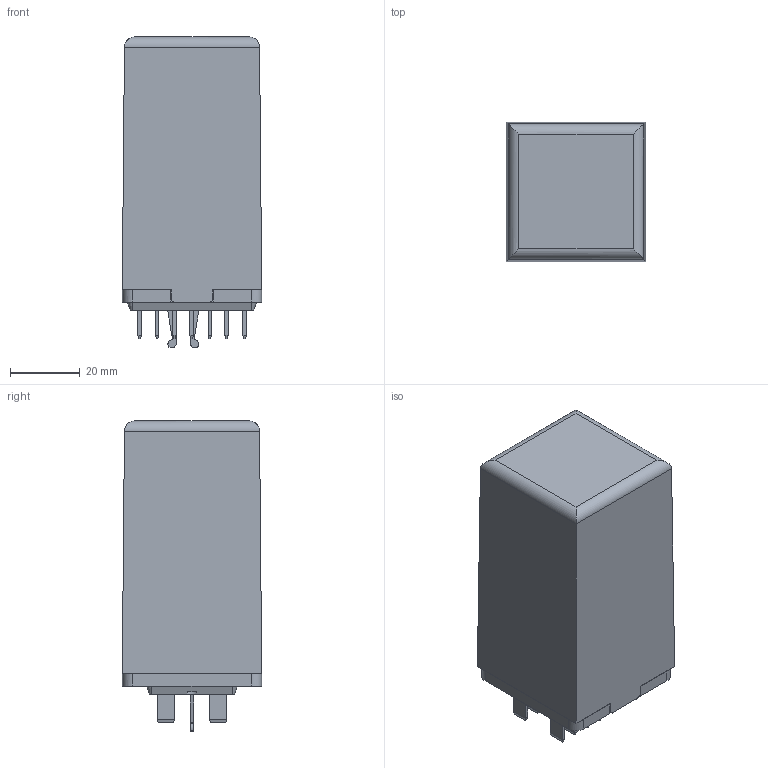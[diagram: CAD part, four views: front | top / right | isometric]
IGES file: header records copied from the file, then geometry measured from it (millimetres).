
Global section: file name: No Iges File Name specified; native system: Autodesk Inventor 2011; preprocessor: AutoDesk Inventor Iges Exporter R2011; author: oey; date: 20100916.140140; units: millimetre
Bounding box: 40 x 40.06 x 88.9 mm (x, y, z)
Volume: 31165 mm3; surface area: 31527.7 mm2
Topology: 1 solids, 1 shells, 600 faces, 1583 edges, 1028 vertices
Faces by surface type: plane 304, bspline 218, cylinder 43, revolution 29, cone 4, torus 2
